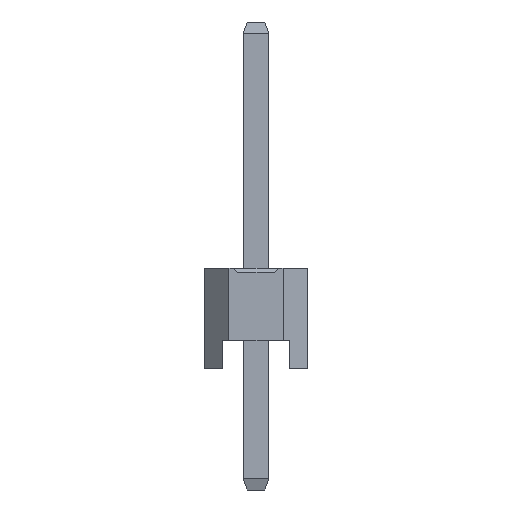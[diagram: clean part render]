
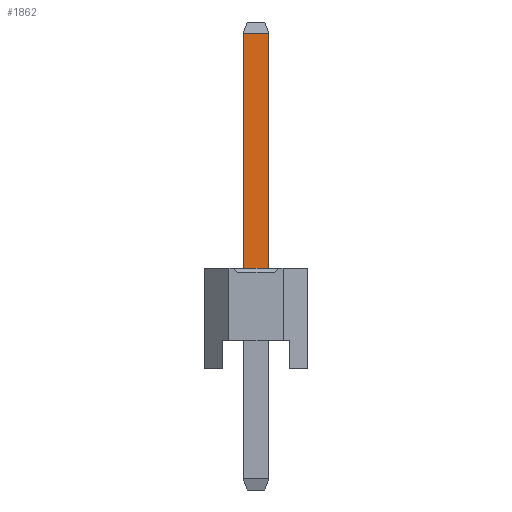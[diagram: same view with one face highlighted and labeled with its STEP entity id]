
A CAD part, left-side view. The second image highlights one B-rep face of the part: STEP entity #1862.
In plain terms, the highlighted planar face has unit normal (-1, 0, 0).
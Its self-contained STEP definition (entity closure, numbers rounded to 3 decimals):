
#1862=ADVANCED_FACE('',(#4854),#4856,.T.);
#4854=FACE_BOUND('',#4855,.T.);
#4855=EDGE_LOOP('',(#7201,#7202,#7203,#7204));
#4856=PLANE('',#4857);
#4857=AXIS2_PLACEMENT_3D('',#4858,#4859,#4860);
#4858=CARTESIAN_POINT('',(-0.32,0.32,-3.));
#4859=DIRECTION('',(-1.,0.,0.));
#4860=DIRECTION('',(0.,-1.,0.));
#7201=ORIENTED_EDGE('',*,*,#8572,.F.);
#7202=ORIENTED_EDGE('',*,*,#8567,.F.);
#7203=ORIENTED_EDGE('',*,*,#8124,.T.);
#7204=ORIENTED_EDGE('',*,*,#8571,.T.);
#8124=EDGE_CURVE('',#9286,#9290,#9292,.T.);
#8567=EDGE_CURVE('',#9286,#9954,#9957,.T.);
#8571=EDGE_CURVE('',#9290,#9961,#9963,.T.);
#8572=EDGE_CURVE('',#9954,#9961,#9964,.T.);
#9286=VERTEX_POINT('',#11278);
#9290=VERTEX_POINT('',#11286);
#9292=LINE('',#11290,#11291);
#9954=VERTEX_POINT('',#12834);
#9957=LINE('',#12841,#12842);
#9961=VERTEX_POINT('',#12851);
#9963=LINE('',#12855,#12856);
#9964=LINE('',#12858,#12859);
#11278=CARTESIAN_POINT('',(-0.32,0.32,2.5));
#11286=CARTESIAN_POINT('',(-0.32,-0.32,2.5));
#11290=CARTESIAN_POINT('',(-0.32,0.32,2.5));
#11291=VECTOR('',#11292,1.);
#11292=DIRECTION('',(0.,-1.,0.));
#12834=CARTESIAN_POINT('',(-0.32,0.32,8.325));
#12841=CARTESIAN_POINT('',(-0.32,0.32,2.5));
#12842=VECTOR('',#12843,1.);
#12843=DIRECTION('',(0.,0.,1.));
#12851=CARTESIAN_POINT('',(-0.32,-0.32,8.325));
#12855=CARTESIAN_POINT('',(-0.32,-0.32,2.5));
#12856=VECTOR('',#12857,1.);
#12857=DIRECTION('',(0.,0.,1.));
#12858=CARTESIAN_POINT('',(-0.32,0.32,8.325));
#12859=VECTOR('',#12860,1.);
#12860=DIRECTION('',(0.,-1.,0.));
